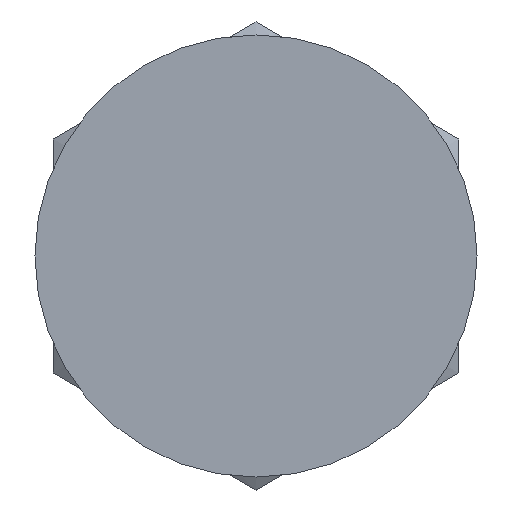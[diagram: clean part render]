
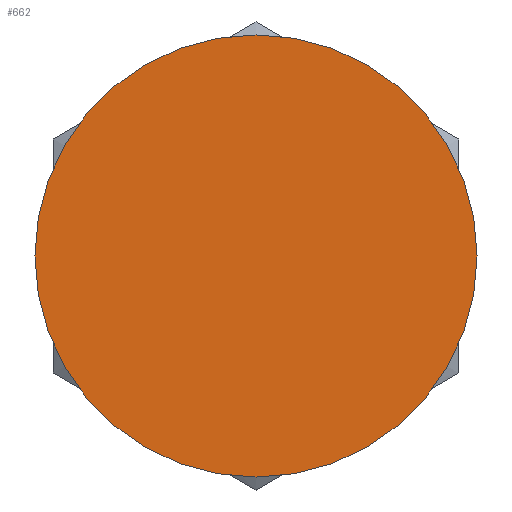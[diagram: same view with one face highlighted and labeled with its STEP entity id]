
A CAD part, front view. The second image highlights one B-rep face of the part: STEP entity #662.
In plain terms, the highlighted planar face has unit normal (0, -1, 0).
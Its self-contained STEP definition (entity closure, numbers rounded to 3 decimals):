
#133=FACE_OUTER_BOUND('',#175,.T.);
#175=EDGE_LOOP('',(#510,#511));
#217=CIRCLE('',#748,6.);
#218=CIRCLE('',#749,6.);
#279=VERTEX_POINT('',#1157);
#280=VERTEX_POINT('',#1158);
#363=EDGE_CURVE('',#279,#280,#217,.T.);
#364=EDGE_CURVE('',#280,#279,#218,.T.);
#510=ORIENTED_EDGE('',*,*,#363,.F.);
#511=ORIENTED_EDGE('',*,*,#364,.F.);
#592=PLANE('',#747);
#662=ADVANCED_FACE('',(#133),#592,.T.);
#747=AXIS2_PLACEMENT_3D('',#1156,#900,#901);
#748=AXIS2_PLACEMENT_3D('',#1159,#902,#903);
#749=AXIS2_PLACEMENT_3D('',#1160,#904,#905);
#900=DIRECTION('center_axis',(0.,-1.,0.));
#901=DIRECTION('ref_axis',(0.,0.,-1.));
#902=DIRECTION('center_axis',(0.,1.,0.));
#903=DIRECTION('ref_axis',(-1.,0.,0.));
#904=DIRECTION('center_axis',(0.,1.,0.));
#905=DIRECTION('ref_axis',(-1.,0.,0.));
#1156=CARTESIAN_POINT('Origin',(-3.,0.,0.));
#1157=CARTESIAN_POINT('',(-6.,0.,0.));
#1158=CARTESIAN_POINT('',(6.,0.,0.));
#1159=CARTESIAN_POINT('Origin',(0.,0.,0.));
#1160=CARTESIAN_POINT('Origin',(0.,0.,0.));
